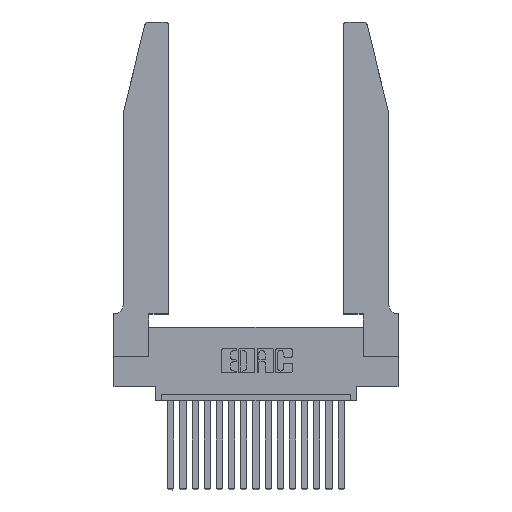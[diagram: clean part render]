
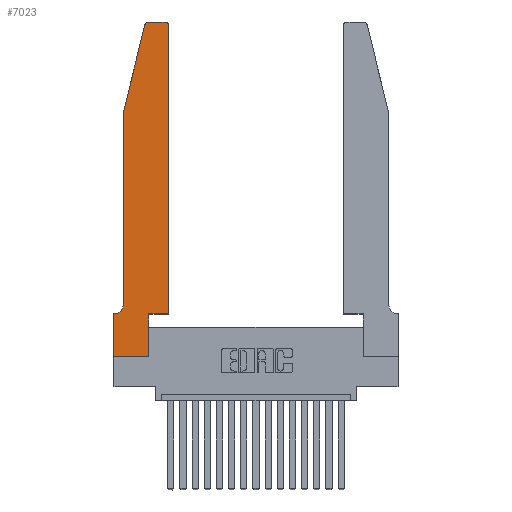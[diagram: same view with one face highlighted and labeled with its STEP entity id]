
A CAD part, top view. The second image highlights one B-rep face of the part: STEP entity #7023.
In plain terms, the highlighted planar face has unit normal (0, 0, 1).
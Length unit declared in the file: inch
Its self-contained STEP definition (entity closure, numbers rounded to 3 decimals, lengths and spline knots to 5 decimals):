
#94 = VECTOR ( 'NONE', #15473, 39.37008 ) ;
#276 = DIRECTION ( 'NONE',  ( 0., 0., 1. ) ) ;
#697 = CARTESIAN_POINT ( 'NONE',  ( 0.0755, 0.35, 0.37 ) ) ;
#787 = VERTEX_POINT ( 'NONE', #18918 ) ;
#930 = LINE ( 'NONE', #697, #9492 ) ;
#977 = VERTEX_POINT ( 'NONE', #7012 ) ;
#1232 = DIRECTION ( 'NONE',  ( 1., 0., 0. ) ) ;
#1410 = CIRCLE ( 'NONE', #6930, 0.03 ) ;
#1685 = DIRECTION ( 'NONE',  ( 0., 0., 1. ) ) ;
#1693 = VECTOR ( 'NONE', #13664, 39.37008 ) ;
#1697 = DIRECTION ( 'NONE',  ( 0., 1., 0. ) ) ;
#1711 = CARTESIAN_POINT ( 'NONE',  ( 0.2605, 2.75, 0.37 ) ) ;
#1837 = CARTESIAN_POINT ( 'NONE',  ( 0.284, 2.75, 0.37 ) ) ;
#2111 = LINE ( 'NONE', #8484, #9478 ) ;
#2240 = LINE ( 'NONE', #7395, #9159 ) ;
#2324 = PLANE ( 'NONE',  #6179 ) ;
#2412 = EDGE_CURVE ( 'NONE', #19190, #977, #3632, .T. ) ;
#2648 = CARTESIAN_POINT ( 'NONE',  ( 0.0755, 2., 0.37 ) ) ;
#2981 = DIRECTION ( 'NONE',  ( 1., 0., 0. ) ) ;
#3056 = CARTESIAN_POINT ( 'NONE',  ( 0.284, 2.72, 0.37 ) ) ;
#3133 = VERTEX_POINT ( 'NONE', #11316 ) ;
#3186 = CARTESIAN_POINT ( 'NONE',  ( 0.0755, 0.42, 0.37 ) ) ;
#3333 = DIRECTION ( 'NONE',  ( -1., 0., 0. ) ) ;
#3632 = LINE ( 'NONE', #7735, #10492 ) ;
#3788 = EDGE_CURVE ( 'NONE', #977, #12772, #2111, .T. ) ;
#3794 = ORIENTED_EDGE ( 'NONE', *, *, #18729, .T. ) ;
#3818 = DIRECTION ( 'NONE',  ( 0., 0., 1. ) ) ;
#3981 = VERTEX_POINT ( 'NONE', #3186 ) ;
#4178 = VECTOR ( 'NONE', #4512, 39.37008 ) ;
#4512 = DIRECTION ( 'NONE',  ( 0., -1., 0. ) ) ;
#4624 = ORIENTED_EDGE ( 'NONE', *, *, #17056, .T. ) ;
#5318 = DIRECTION ( 'NONE',  ( -1., 0., 0. ) ) ;
#5646 = LINE ( 'NONE', #16270, #12477 ) ;
#5691 = CIRCLE ( 'NONE', #7460, 0.07 ) ;
#5950 = DIRECTION ( 'NONE',  ( 1., 0., 0. ) ) ;
#5965 = CARTESIAN_POINT ( 'NONE',  ( 0.0055, 0.35, 0.37 ) ) ;
#6066 = EDGE_CURVE ( 'NONE', #7450, #787, #5646, .T. ) ;
#6179 = AXIS2_PLACEMENT_3D ( 'NONE', #14444, #3818, #14380 ) ;
#6445 = EDGE_CURVE ( 'NONE', #787, #19190, #2240, .T. ) ;
#6554 = VERTEX_POINT ( 'NONE', #8312 ) ;
#6847 = DIRECTION ( 'NONE',  ( 1., 0., 0. ) ) ;
#6930 = AXIS2_PLACEMENT_3D ( 'NONE', #3056, #1685, #2981 ) ;
#7012 = CARTESIAN_POINT ( 'NONE',  ( 0.4505, 0.35, 0.37 ) ) ;
#7023 = ADVANCED_FACE ( 'NONE', ( #17865 ), #2324, .T. ) ;
#7395 = CARTESIAN_POINT ( 'NONE',  ( 0.2865, 0.35, 0.37 ) ) ;
#7450 = VERTEX_POINT ( 'NONE', #7751 ) ;
#7460 = AXIS2_PLACEMENT_3D ( 'NONE', #8290, #9784, #5318 ) ;
#7480 = CIRCLE ( 'NONE', #10953, 0.03 ) ;
#7735 = CARTESIAN_POINT ( 'NONE',  ( 0.4505, 0.35, 0.37 ) ) ;
#7751 = CARTESIAN_POINT ( 'NONE',  ( 0., 0., 0.37 ) ) ;
#8033 = VECTOR ( 'NONE', #3333, 39.37008 ) ;
#8202 = LINE ( 'NONE', #13541, #4178 ) ;
#8290 = CARTESIAN_POINT ( 'NONE',  ( 0.0055, 0.42, 0.37 ) ) ;
#8312 = CARTESIAN_POINT ( 'NONE',  ( 0., 0.35, 0.37 ) ) ;
#8484 = CARTESIAN_POINT ( 'NONE',  ( 0.4505, 0.35, 0.37 ) ) ;
#8626 = DIRECTION ( 'NONE',  ( -1., 0., 0. ) ) ;
#8680 = ORIENTED_EDGE ( 'NONE', *, *, #10067, .T. ) ;
#9159 = VECTOR ( 'NONE', #13511, 39.37008 ) ;
#9282 = EDGE_CURVE ( 'NONE', #9745, #19590, #1410, .T. ) ;
#9478 = VECTOR ( 'NONE', #1697, 39.37008 ) ;
#9492 = VECTOR ( 'NONE', #8626, 39.37008 ) ;
#9745 = VERTEX_POINT ( 'NONE', #1837 ) ;
#9784 = DIRECTION ( 'NONE',  ( 0., 0., -1. ) ) ;
#9810 = ORIENTED_EDGE ( 'NONE', *, *, #6445, .T. ) ;
#10067 = EDGE_CURVE ( 'NONE', #3981, #10784, #5691, .T. ) ;
#10366 = LINE ( 'NONE', #1711, #8033 ) ;
#10492 = VECTOR ( 'NONE', #5950, 39.37008 ) ;
#10784 = VERTEX_POINT ( 'NONE', #5965 ) ;
#10842 = VERTEX_POINT ( 'NONE', #2648 ) ;
#10857 = ORIENTED_EDGE ( 'NONE', *, *, #11833, .T. ) ;
#10953 = AXIS2_PLACEMENT_3D ( 'NONE', #18466, #276, #6847 ) ;
#11245 = ORIENTED_EDGE ( 'NONE', *, *, #9282, .T. ) ;
#11316 = CARTESIAN_POINT ( 'NONE',  ( 0.4205, 2.75, 0.37 ) ) ;
#11441 = CARTESIAN_POINT ( 'NONE',  ( 0.25487, 2.72718, 0.37 ) ) ;
#11833 = EDGE_CURVE ( 'NONE', #19590, #10842, #13404, .T. ) ;
#11881 = ORIENTED_EDGE ( 'NONE', *, *, #3788, .T. ) ;
#12477 = VECTOR ( 'NONE', #1232, 39.37008 ) ;
#12597 = ORIENTED_EDGE ( 'NONE', *, *, #15200, .T. ) ;
#12772 = VERTEX_POINT ( 'NONE', #17662 ) ;
#13167 = CARTESIAN_POINT ( 'NONE',  ( 0.2865, 0.35, 0.37 ) ) ;
#13404 = LINE ( 'NONE', #18509, #94 ) ;
#13511 = DIRECTION ( 'NONE',  ( 0., 1., 0. ) ) ;
#13541 = CARTESIAN_POINT ( 'NONE',  ( 0., 0., 0.37 ) ) ;
#13664 = DIRECTION ( 'NONE',  ( 0., -1., 0. ) ) ;
#13789 = CARTESIAN_POINT ( 'NONE',  ( 0.0755, 2., 0.37 ) ) ;
#14380 = DIRECTION ( 'NONE',  ( 1., 0., 0. ) ) ;
#14444 = CARTESIAN_POINT ( 'NONE',  ( 0., 0.35, 0.37 ) ) ;
#14586 = EDGE_CURVE ( 'NONE', #10842, #3981, #17785, .T. ) ;
#14735 = ORIENTED_EDGE ( 'NONE', *, *, #2412, .T. ) ;
#15200 = EDGE_CURVE ( 'NONE', #10784, #6554, #930, .T. ) ;
#15473 = DIRECTION ( 'NONE',  ( -0.239, -0.971, 0. ) ) ;
#15820 = ORIENTED_EDGE ( 'NONE', *, *, #6066, .T. ) ;
#16270 = CARTESIAN_POINT ( 'NONE',  ( 0., 0., 0.37 ) ) ;
#16565 = ORIENTED_EDGE ( 'NONE', *, *, #19514, .T. ) ;
#17056 = EDGE_CURVE ( 'NONE', #3133, #9745, #10366, .T. ) ;
#17103 = ORIENTED_EDGE ( 'NONE', *, *, #14586, .T. ) ;
#17662 = CARTESIAN_POINT ( 'NONE',  ( 0.4505, 2.72, 0.37 ) ) ;
#17785 = LINE ( 'NONE', #13789, #1693 ) ;
#17865 = FACE_OUTER_BOUND ( 'NONE', #17983, .T. ) ;
#17983 = EDGE_LOOP ( 'NONE', ( #4624, #11245, #10857, #17103, #8680, #12597, #3794, #15820, #9810, #14735, #11881, #16565 ) ) ;
#18466 = CARTESIAN_POINT ( 'NONE',  ( 0.4205, 2.72, 0.37 ) ) ;
#18509 = CARTESIAN_POINT ( 'NONE',  ( 0.0755, 2., 0.37 ) ) ;
#18729 = EDGE_CURVE ( 'NONE', #6554, #7450, #8202, .T. ) ;
#18918 = CARTESIAN_POINT ( 'NONE',  ( 0.2865, 0., 0.37 ) ) ;
#19190 = VERTEX_POINT ( 'NONE', #13167 ) ;
#19514 = EDGE_CURVE ( 'NONE', #12772, #3133, #7480, .T. ) ;
#19590 = VERTEX_POINT ( 'NONE', #11441 ) ;
